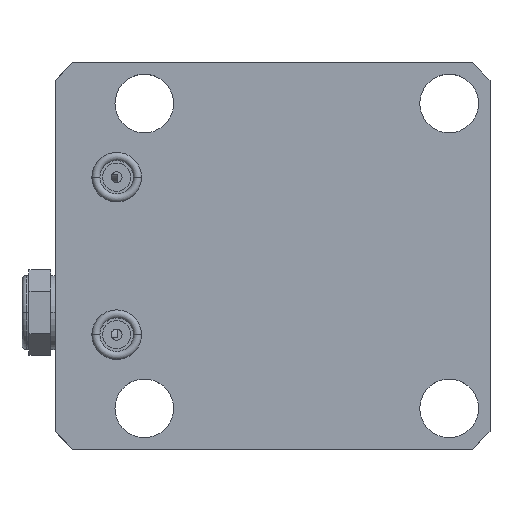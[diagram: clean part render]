
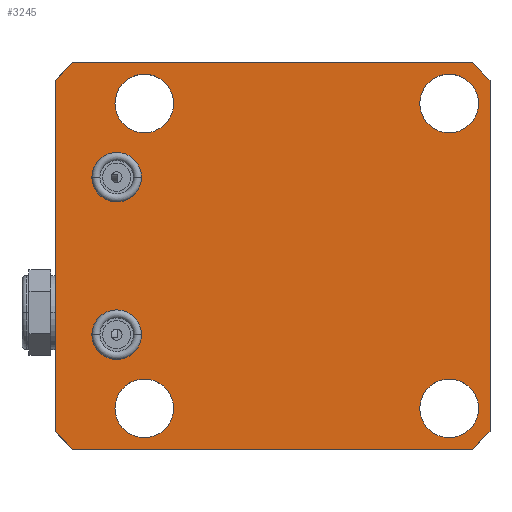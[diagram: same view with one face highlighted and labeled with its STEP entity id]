
A CAD part, top view. The second image highlights one B-rep face of the part: STEP entity #3245.
In plain terms, the highlighted planar face has unit normal (0, 0, 1).
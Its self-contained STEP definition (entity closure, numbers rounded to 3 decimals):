
#827=CARTESIAN_POINT('',(35.052,-35.052,25.019));
#828=DIRECTION('',(0.,0.,-1.));
#829=DIRECTION('',(1.,0.,0.));
#830=AXIS2_PLACEMENT_3D('',#827,#828,#829);
#832=CARTESIAN_POINT('',(35.052,-35.052,25.019));
#833=DIRECTION('',(0.,0.,-1.));
#834=DIRECTION('',(-1.,0.,0.));
#835=AXIS2_PLACEMENT_3D('',#832,#833,#834);
#837=CARTESIAN_POINT('',(35.052,35.052,25.019));
#838=DIRECTION('',(0.,0.,-1.));
#839=DIRECTION('',(1.,0.,0.));
#840=AXIS2_PLACEMENT_3D('',#837,#838,#839);
#842=CARTESIAN_POINT('',(35.052,35.052,25.019));
#843=DIRECTION('',(0.,0.,-1.));
#844=DIRECTION('',(-1.,0.,0.));
#845=AXIS2_PLACEMENT_3D('',#842,#843,#844);
#847=CARTESIAN_POINT('',(-35.052,-35.052,25.019));
#848=DIRECTION('',(0.,0.,-1.));
#849=DIRECTION('',(1.,0.,0.));
#850=AXIS2_PLACEMENT_3D('',#847,#848,#849);
#852=CARTESIAN_POINT('',(-35.052,-35.052,25.019));
#853=DIRECTION('',(0.,0.,-1.));
#854=DIRECTION('',(-1.,0.,0.));
#855=AXIS2_PLACEMENT_3D('',#852,#853,#854);
#857=CARTESIAN_POINT('',(-35.052,35.052,25.019));
#858=DIRECTION('',(0.,0.,-1.));
#859=DIRECTION('',(1.,0.,0.));
#860=AXIS2_PLACEMENT_3D('',#857,#858,#859);
#862=CARTESIAN_POINT('',(-35.052,35.052,25.019));
#863=DIRECTION('',(0.,0.,-1.));
#864=DIRECTION('',(-1.,0.,0.));
#865=AXIS2_PLACEMENT_3D('',#862,#863,#864);
#867=CARTESIAN_POINT('',(-41.402,-18.11,25.019));
#868=DIRECTION('',(0.,0.,1.));
#869=DIRECTION('',(-1.,0.,0.));
#870=AXIS2_PLACEMENT_3D('',#867,#868,#869);
#872=CARTESIAN_POINT('',(-41.402,-18.11,25.019));
#873=DIRECTION('',(0.,0.,1.));
#874=DIRECTION('',(1.,0.,0.));
#875=AXIS2_PLACEMENT_3D('',#872,#873,#874);
#877=CARTESIAN_POINT('',(-41.402,18.11,25.019));
#878=DIRECTION('',(0.,0.,1.));
#879=DIRECTION('',(-1.,0.,0.));
#880=AXIS2_PLACEMENT_3D('',#877,#878,#879);
#882=CARTESIAN_POINT('',(-41.402,18.11,25.019));
#883=DIRECTION('',(0.,0.,1.));
#884=DIRECTION('',(1.,0.,0.));
#885=AXIS2_PLACEMENT_3D('',#882,#883,#884);
#887=DIRECTION('',(0.,-1.,0.));
#888=VECTOR('',#887,80.772);
#889=CARTESIAN_POINT('',(-55.55,40.386,25.019));
#890=LINE('',#889,#888);
#891=DIRECTION('',(-0.707,-0.707,0.));
#892=VECTOR('',#891,5.747);
#893=CARTESIAN_POINT('',(-51.486,44.45,25.019));
#894=LINE('',#893,#892);
#895=DIRECTION('',(-1.,0.,0.));
#896=VECTOR('',#895,91.872);
#897=CARTESIAN_POINT('',(40.386,44.45,25.019));
#898=LINE('',#897,#896);
#899=DIRECTION('',(-0.707,0.707,0.));
#900=VECTOR('',#899,5.747);
#901=CARTESIAN_POINT('',(44.45,40.386,25.019));
#902=LINE('',#901,#900);
#903=DIRECTION('',(0.,1.,0.));
#904=VECTOR('',#903,80.772);
#905=CARTESIAN_POINT('',(44.45,-40.386,25.019));
#906=LINE('',#905,#904);
#907=DIRECTION('',(0.707,0.707,0.));
#908=VECTOR('',#907,5.747);
#909=CARTESIAN_POINT('',(40.386,-44.45,25.019));
#910=LINE('',#909,#908);
#911=DIRECTION('',(1.,0.,0.));
#912=VECTOR('',#911,91.872);
#913=CARTESIAN_POINT('',(-51.486,-44.45,25.019));
#914=LINE('',#913,#912);
#915=DIRECTION('',(0.707,-0.707,0.));
#916=VECTOR('',#915,5.747);
#917=CARTESIAN_POINT('',(-55.55,-40.386,25.019));
#918=LINE('',#917,#916);
#1682=CARTESIAN_POINT('',(-55.55,40.386,25.019));
#1683=CARTESIAN_POINT('',(-55.55,-40.386,25.019));
#1684=VERTEX_POINT('',#1682);
#1685=VERTEX_POINT('',#1683);
#1686=CARTESIAN_POINT('',(-51.486,-44.45,25.019));
#1687=CARTESIAN_POINT('',(40.386,-44.45,25.019));
#1688=VERTEX_POINT('',#1686);
#1689=VERTEX_POINT('',#1687);
#1690=CARTESIAN_POINT('',(44.45,-40.386,25.019));
#1691=CARTESIAN_POINT('',(44.45,40.386,25.019));
#1692=VERTEX_POINT('',#1690);
#1693=VERTEX_POINT('',#1691);
#1694=CARTESIAN_POINT('',(40.386,44.45,25.019));
#1695=CARTESIAN_POINT('',(-51.486,44.45,25.019));
#1696=VERTEX_POINT('',#1694);
#1697=VERTEX_POINT('',#1695);
#1722=CARTESIAN_POINT('',(41.796,-35.052,25.019));
#1723=CARTESIAN_POINT('',(28.309,-35.052,25.019));
#1724=VERTEX_POINT('',#1722);
#1725=VERTEX_POINT('',#1723);
#1786=CARTESIAN_POINT('',(-47.104,-18.11,25.019));
#1787=CARTESIAN_POINT('',(-35.7,-18.11,25.019));
#1788=VERTEX_POINT('',#1786);
#1789=VERTEX_POINT('',#1787);
#1790=CARTESIAN_POINT('',(-47.104,18.11,25.019));
#1791=CARTESIAN_POINT('',(-35.7,18.11,25.019));
#1792=VERTEX_POINT('',#1790);
#1793=VERTEX_POINT('',#1791);
#1867=CARTESIAN_POINT('',(41.796,35.052,25.019));
#1868=CARTESIAN_POINT('',(28.309,35.052,25.019));
#1869=VERTEX_POINT('',#1867);
#1870=VERTEX_POINT('',#1868);
#1871=CARTESIAN_POINT('',(-28.309,-35.052,25.019));
#1872=CARTESIAN_POINT('',(-41.796,-35.052,25.019));
#1873=VERTEX_POINT('',#1871);
#1874=VERTEX_POINT('',#1872);
#1875=CARTESIAN_POINT('',(-28.309,35.052,25.019));
#1876=CARTESIAN_POINT('',(-41.796,35.052,25.019));
#1877=VERTEX_POINT('',#1875);
#1878=VERTEX_POINT('',#1876);
#3190=CARTESIAN_POINT('',(0.,0.,25.019));
#3191=DIRECTION('',(0.,0.,1.));
#3192=DIRECTION('',(1.,0.,0.));
#3193=AXIS2_PLACEMENT_3D('',#3190,#3191,#3192);
#3194=PLANE('',#3193);
#3195=ORIENTED_EDGE('',*,*,#2818,.F.);
#3197=ORIENTED_EDGE('',*,*,#3196,.F.);
#3199=ORIENTED_EDGE('',*,*,#3198,.F.);
#3201=ORIENTED_EDGE('',*,*,#3200,.F.);
#3203=ORIENTED_EDGE('',*,*,#3202,.F.);
#3205=ORIENTED_EDGE('',*,*,#3204,.F.);
#3207=ORIENTED_EDGE('',*,*,#3206,.F.);
#3208=ORIENTED_EDGE('',*,*,#2803,.F.);
#3209=EDGE_LOOP('',(#3195,#3197,#3199,#3201,#3203,#3205,#3207,#3208));
#3210=FACE_OUTER_BOUND('',#3209,.F.);
#3212=ORIENTED_EDGE('',*,*,#3211,.F.);
#3214=ORIENTED_EDGE('',*,*,#3213,.F.);
#3215=EDGE_LOOP('',(#3212,#3214));
#3216=FACE_BOUND('',#3215,.F.);
#3218=ORIENTED_EDGE('',*,*,#3217,.F.);
#3220=ORIENTED_EDGE('',*,*,#3219,.F.);
#3221=EDGE_LOOP('',(#3218,#3220));
#3222=FACE_BOUND('',#3221,.F.);
#3224=ORIENTED_EDGE('',*,*,#3223,.F.);
#3226=ORIENTED_EDGE('',*,*,#3225,.F.);
#3227=EDGE_LOOP('',(#3224,#3226));
#3228=FACE_BOUND('',#3227,.F.);
#3229=ORIENTED_EDGE('',*,*,#3068,.T.);
#3230=ORIENTED_EDGE('',*,*,#3101,.T.);
#3231=EDGE_LOOP('',(#3229,#3230));
#3232=FACE_BOUND('',#3231,.F.);
#3234=ORIENTED_EDGE('',*,*,#3233,.T.);
#3236=ORIENTED_EDGE('',*,*,#3235,.T.);
#3237=EDGE_LOOP('',(#3234,#3236));
#3238=FACE_BOUND('',#3237,.F.);
#3240=ORIENTED_EDGE('',*,*,#3239,.F.);
#3242=ORIENTED_EDGE('',*,*,#3241,.F.);
#3243=EDGE_LOOP('',(#3240,#3242));
#3244=FACE_BOUND('',#3243,.F.);
#831=CIRCLE('',#830,6.744);
#836=CIRCLE('',#835,6.744);
#841=CIRCLE('',#840,6.744);
#846=CIRCLE('',#845,6.744);
#851=CIRCLE('',#850,6.744);
#856=CIRCLE('',#855,6.744);
#861=CIRCLE('',#860,6.744);
#866=CIRCLE('',#865,6.744);
#871=CIRCLE('',#870,5.702);
#876=CIRCLE('',#875,5.702);
#881=CIRCLE('',#880,5.702);
#886=CIRCLE('',#885,5.702);
#2803=EDGE_CURVE('',#1685,#1688,#918,.T.);
#2818=EDGE_CURVE('',#1684,#1685,#890,.T.);
#3068=EDGE_CURVE('',#1788,#1789,#871,.T.);
#3101=EDGE_CURVE('',#1789,#1788,#876,.T.);
#3196=EDGE_CURVE('',#1697,#1684,#894,.T.);
#3198=EDGE_CURVE('',#1696,#1697,#898,.T.);
#3200=EDGE_CURVE('',#1693,#1696,#902,.T.);
#3202=EDGE_CURVE('',#1692,#1693,#906,.T.);
#3204=EDGE_CURVE('',#1689,#1692,#910,.T.);
#3206=EDGE_CURVE('',#1688,#1689,#914,.T.);
#3211=EDGE_CURVE('',#1869,#1870,#841,.T.);
#3213=EDGE_CURVE('',#1870,#1869,#846,.T.);
#3217=EDGE_CURVE('',#1873,#1874,#851,.T.);
#3219=EDGE_CURVE('',#1874,#1873,#856,.T.);
#3223=EDGE_CURVE('',#1877,#1878,#861,.T.);
#3225=EDGE_CURVE('',#1878,#1877,#866,.T.);
#3233=EDGE_CURVE('',#1792,#1793,#881,.T.);
#3235=EDGE_CURVE('',#1793,#1792,#886,.T.);
#3239=EDGE_CURVE('',#1724,#1725,#831,.T.);
#3241=EDGE_CURVE('',#1725,#1724,#836,.T.);
#3245=ADVANCED_FACE('',(#3210,#3216,#3222,#3228,#3232,#3238,#3244),#3194,.T.);
